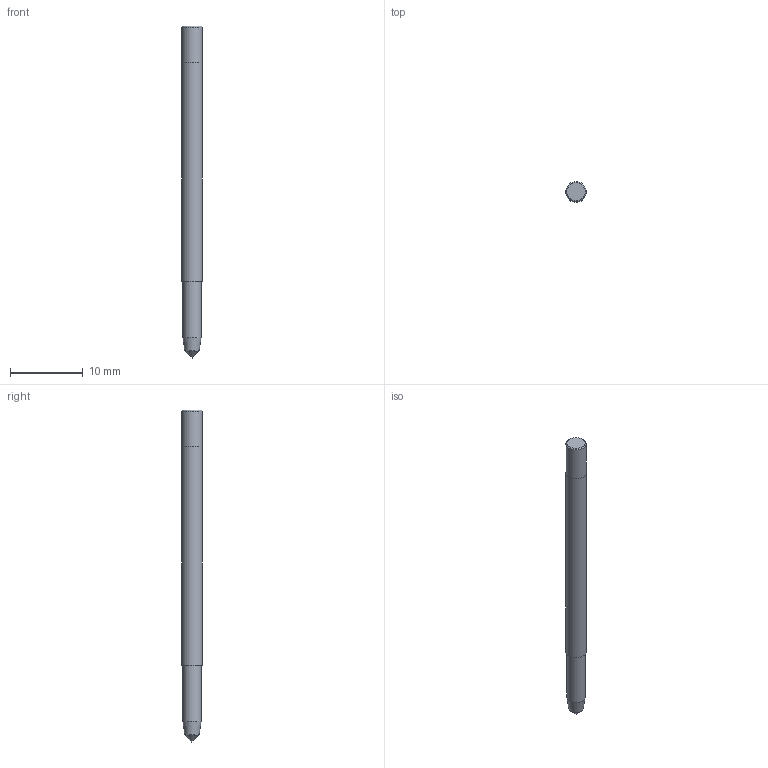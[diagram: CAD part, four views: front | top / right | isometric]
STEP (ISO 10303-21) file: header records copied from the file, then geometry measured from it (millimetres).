
FILE_DESCRIPTION(('STEP'), '1');
FILE_NAME('MOD000000000000000020084062300000.stp', '2019-01-04T11:54:43', (''), (''), 'Express v3.0.0.0', 'Express Tool', 'Unknown');
FILE_SCHEMA(('AUTOMOTIVE_DESIGN'));
Length unit declared in the file: millimetre
Products named in the file (1): NONE
Bounding box: 2.8 x 2.8 x 45.5 mm (x, y, z)
Volume: 261.4 mm3; surface area: 501.7 mm2
Topology: 2 solids, 2 shells, 12 faces, 27 edges, 18 vertices
Faces by surface type: bspline 12
Entity records: 521 total; most frequent: CARTESIAN_POINT 226, DIRECTION 43, ORIENTED_EDGE 42, EDGE_CURVE 21, LINE 15, VECTOR 15, AXIS2_PLACEMENT_3D 14, EDGE_LOOP 13
